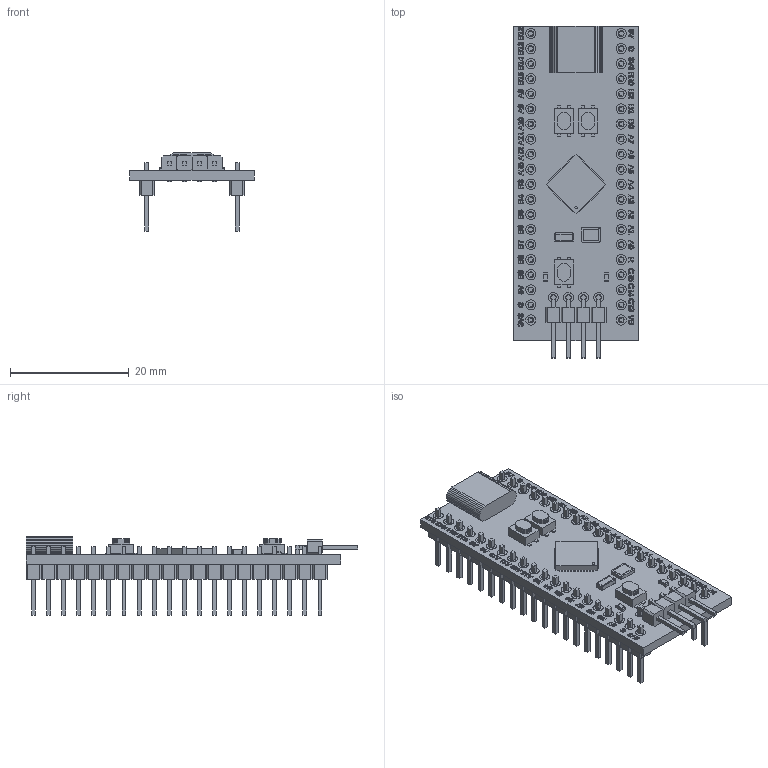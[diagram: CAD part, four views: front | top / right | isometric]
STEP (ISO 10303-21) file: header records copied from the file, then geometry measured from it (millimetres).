
FILE_DESCRIPTION(('FreeCAD Model'),'2;1');
FILE_NAME('Matrix_Union045.step','2021-04-15T23:35:13',( 'kicad StepUp'),('ksu MCAD'),'Open CASCADE STEP processor 7.3', 'FreeCAD','Unknown');
FILE_SCHEMA(('AUTOMOTIVE_DESIGN { 1 0 10303 214 1 1 1 1 }'));
Products named in the file (1): Matrix_Union045
Bounding box: 21 x 55.94 x 13.17 mm (x, y, z)
Volume: 2812.8 mm3; surface area: 5480.1 mm2
Topology: 2 solids, 2 shells, 10425 faces, 30002 edges, 19888 vertices
Faces by surface type: plane 10425
Entity records: 407216 total; most frequent: CARTESIAN_POINT 60316, ORIENTED_EDGE 60004, DIRECTION 50854, EDGE_CURVE 30002, LINE 30002, VECTOR 30002, VERTEX_POINT 19888, FACE_BOUND 10934
